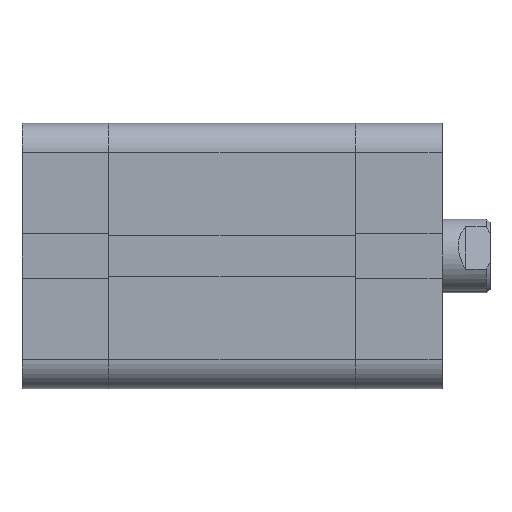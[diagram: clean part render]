
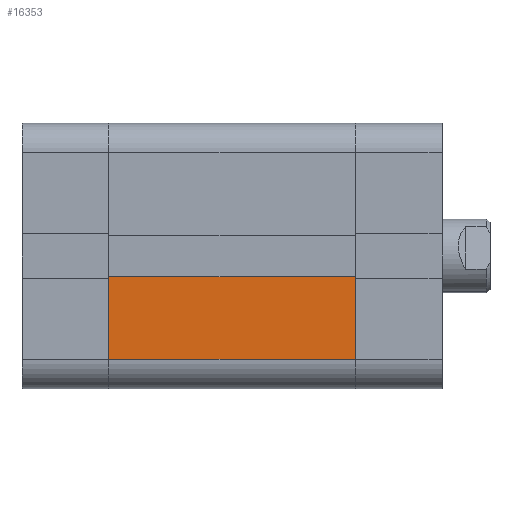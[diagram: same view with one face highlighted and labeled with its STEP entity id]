
A CAD part, front view. The second image highlights one B-rep face of the part: STEP entity #16353.
In plain terms, the highlighted planar face has unit normal (0, -1, 0).
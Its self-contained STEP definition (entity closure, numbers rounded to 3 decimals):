
#297 = ORIENTED_EDGE ( 'NONE', *, *, #16615, .T. ) ;
#639 = DIRECTION ( 'NONE',  ( 0., 0., 1. ) ) ;
#3255 = VERTEX_POINT ( 'NONE', #7140 ) ;
#6739 = LINE ( 'NONE', #8744, #12595 ) ;
#7140 = CARTESIAN_POINT ( 'NONE',  ( 0., -18., -2.8 ) ) ;
#8251 = PLANE ( 'NONE',  #22435 ) ;
#8654 = VECTOR ( 'NONE', #10816, 1000. ) ;
#8744 = CARTESIAN_POINT ( 'NONE',  ( 33.5, -18., -14. ) ) ;
#9363 = LINE ( 'NONE', #16950, #18807 ) ;
#9911 = DIRECTION ( 'NONE',  ( 0., 1., 0. ) ) ;
#9986 = DIRECTION ( 'NONE',  ( -1., 0., 0. ) ) ;
#10061 = VERTEX_POINT ( 'NONE', #17620 ) ;
#10749 = DIRECTION ( 'NONE',  ( 1., 0., 0. ) ) ;
#10816 = DIRECTION ( 'NONE',  ( 0., 0., -1. ) ) ;
#11062 = CARTESIAN_POINT ( 'NONE',  ( 33.5, -18., -14. ) ) ;
#11326 = ORIENTED_EDGE ( 'NONE', *, *, #19626, .T. ) ;
#11445 = EDGE_CURVE ( 'NONE', #10061, #22240, #19636, .T. ) ;
#12041 = CARTESIAN_POINT ( 'NONE',  ( 33.5, -18., -18. ) ) ;
#12595 = VECTOR ( 'NONE', #10749, 1000. ) ;
#14067 = LINE ( 'NONE', #14185, #8654 ) ;
#14185 = CARTESIAN_POINT ( 'NONE',  ( 0., -18., -18. ) ) ;
#16169 = VECTOR ( 'NONE', #19748, 1000. ) ;
#16188 = ORIENTED_EDGE ( 'NONE', *, *, #11445, .F. ) ;
#16353 = ADVANCED_FACE ( 'NONE', ( #19498 ), #8251, .F. ) ;
#16615 = EDGE_CURVE ( 'NONE', #10061, #3255, #9363, .T. ) ;
#16950 = CARTESIAN_POINT ( 'NONE',  ( 33.501, -18., -2.8 ) ) ;
#17620 = CARTESIAN_POINT ( 'NONE',  ( 33.5, -18., -2.8 ) ) ;
#17973 = CARTESIAN_POINT ( 'NONE',  ( 33.5, -18., -18. ) ) ;
#18155 = CARTESIAN_POINT ( 'NONE',  ( 0., -18., -14. ) ) ;
#18807 = VECTOR ( 'NONE', #9986, 1000. ) ;
#19498 = FACE_OUTER_BOUND ( 'NONE', #20498, .T. ) ;
#19626 = EDGE_CURVE ( 'NONE', #22162, #22240, #6739, .T. ) ;
#19636 = LINE ( 'NONE', #12041, #16169 ) ;
#19748 = DIRECTION ( 'NONE',  ( 0., 0., -1. ) ) ;
#20401 = EDGE_CURVE ( 'NONE', #3255, #22162, #14067, .T. ) ;
#20498 = EDGE_LOOP ( 'NONE', ( #297, #23684, #11326, #16188 ) ) ;
#22162 = VERTEX_POINT ( 'NONE', #18155 ) ;
#22240 = VERTEX_POINT ( 'NONE', #11062 ) ;
#22435 = AXIS2_PLACEMENT_3D ( 'NONE', #17973, #9911, #639 ) ;
#23684 = ORIENTED_EDGE ( 'NONE', *, *, #20401, .T. ) ;
